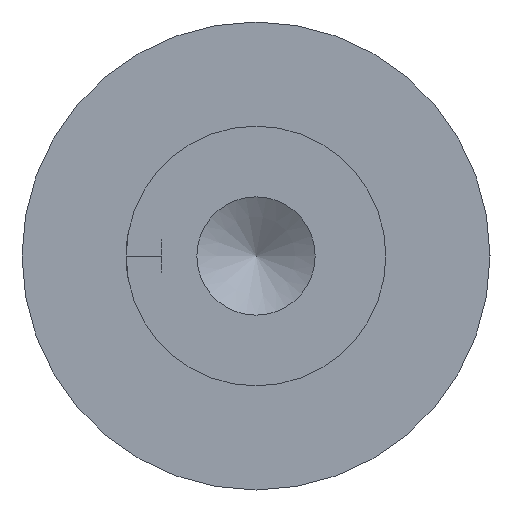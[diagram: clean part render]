
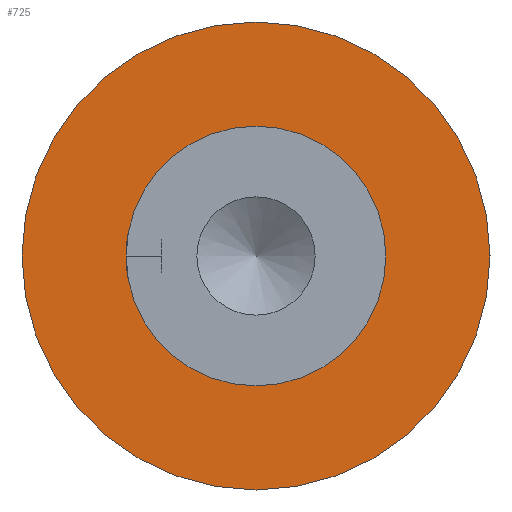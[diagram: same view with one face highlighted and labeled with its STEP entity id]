
A CAD part, left-side view. The second image highlights one B-rep face of the part: STEP entity #725.
In plain terms, the highlighted planar face has unit normal (-1, 0, 0).
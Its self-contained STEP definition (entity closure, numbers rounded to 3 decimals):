
#603=CARTESIAN_POINT('',(22.0,11.1,0.0));
#604=VERTEX_POINT('',#603);
#605=CARTESIAN_POINT('',(22.,0.0,0.0));
#606=DIRECTION('',(1.0,0.0,0.0));
#607=DIRECTION('',(0.0,1.0,0.0));
#608=AXIS2_PLACEMENT_3D('',#605,#606,#607);
#609=CIRCLE('',#608,11.1);
#610=EDGE_CURVE('',#604,#604,#609,.T.);
#706=CARTESIAN_POINT('',(22.0,15.55,0.0));
#707=DIRECTION('',(-1.0,0.0,0.0));
#708=DIRECTION('',(0.0,0.0,1.0));
#709=AXIS2_PLACEMENT_3D('',#706,#707,#708);
#710=PLANE('',#709);
#711=CARTESIAN_POINT('',(22.0,20.0,0.0));
#712=VERTEX_POINT('',#711);
#713=CARTESIAN_POINT('',(22.,0.0,0.0));
#714=DIRECTION('',(1.0,0.0,0.0));
#715=DIRECTION('',(0.0,1.0,0.0));
#716=AXIS2_PLACEMENT_3D('',#713,#714,#715);
#717=CIRCLE('',#716,20.0);
#718=EDGE_CURVE('',#712,#712,#717,.T.);
#719=ORIENTED_EDGE('',*,*,#718,.F.);
#720=EDGE_LOOP('',(#719));
#721=FACE_OUTER_BOUND('',#720,.T.);
#722=ORIENTED_EDGE('',*,*,#610,.T.);
#723=EDGE_LOOP('',(#722));
#724=FACE_BOUND('',#723,.T.);
#725=ADVANCED_FACE('',(#721,#724),#710,.T.);
